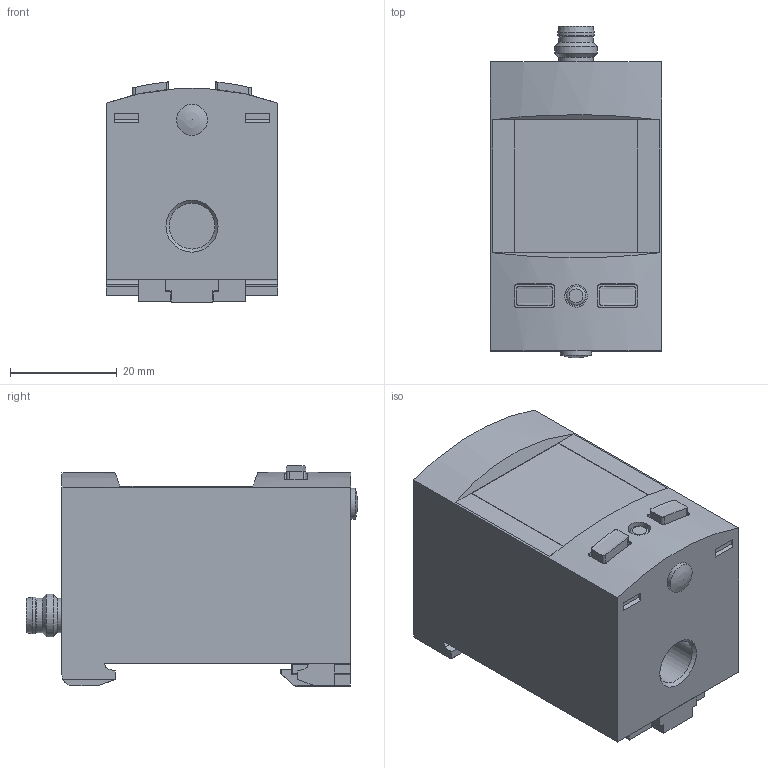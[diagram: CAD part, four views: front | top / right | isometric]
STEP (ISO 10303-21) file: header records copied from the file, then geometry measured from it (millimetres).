
FILE_DESCRIPTION(/* description */ ('STEP AP214'),/* implementation_level */ '2;1');
FILE_NAME(/* name */ '8001221_SPAU-P10R-H-G18FD-L-PNLK-PNVBA-M8U',/* time_stamp */ '2024-09-15T11:33:21+02:00',/* author */ ('License CC BY-ND 4.0'),/* organization */ ('CADENAS'),/* preprocessor_version */ 'ST-DEVELOPER v19.3',/* originating_system */ 'PARTsolutions',/* authorisation */ ' ');
FILE_SCHEMA (('AUTOMOTIVE_DESIGN {1 0 10303 214 3 1 1}'));
Length unit declared in the file: millimetre
Products named in the file (3): 8001221 SPAU-P10R-H-G18FD-L-PNLK-PNVBA-M8U; 8001200 SPAU-B2HG18FDLLKAM8UG18M8-p; 1345605 SPAU
Assembly tree (2 placements, depth 2):
  8001221 SPAU-P10R-H-G18FD-L-PNLK-PNVBA-M8U
    8001200 SPAU-B2HG18FDLLKAM8UG18M8-p
    1345605 SPAU
Bounding box: 32 x 62 x 41.15 mm (x, y, z)
Volume: 59419.3 mm3; surface area: 11626.2 mm2
Topology: 2 solids, 2 shells, 188 faces, 479 edges, 315 vertices
Faces by surface type: plane 119, cylinder 58, sphere 5, cone 5, torus 1
Full cylindrical faces by diameter (mm): 1 x4, 1.35 x1, 1.5 x1, 3.6 x1, 4.2 x1, 5.8 x2, 6.4 x2, 6.9 x1, 8 x1, 8.566 x1
Entity records: 6535 total; most frequent: CARTESIAN_POINT 993, DIRECTION 918, ORIENTED_EDGE 882, EDGE_CURVE 441, LINE 312, VECTOR 312, VERTEX_POINT 303, AXIS2_PLACEMENT_3D 303
